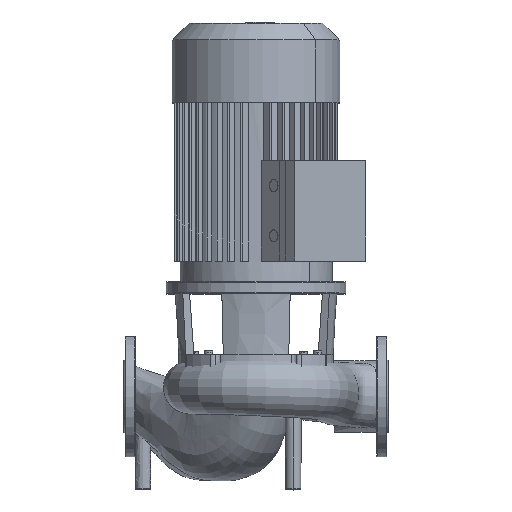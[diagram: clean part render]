
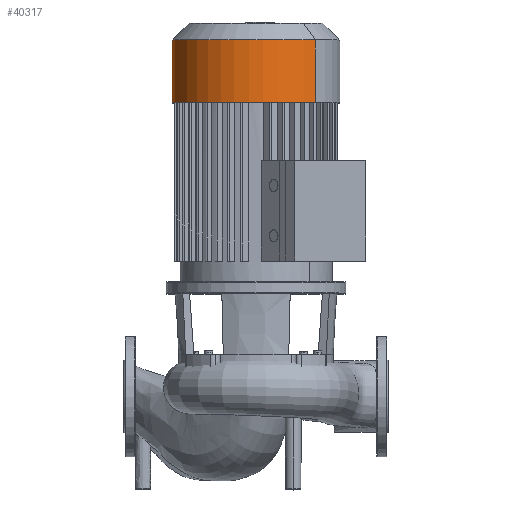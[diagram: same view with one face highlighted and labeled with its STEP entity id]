
A CAD part, top view. The second image highlights one B-rep face of the part: STEP entity #40317.
In plain terms, the highlighted cylindrical face has radius 139.5 mm (diameter 279 mm), a partial arc.
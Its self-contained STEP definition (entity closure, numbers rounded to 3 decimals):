
#34347=CARTESIAN_POINT('',(318.641,489.0,298.641));
#34348=VERTEX_POINT('',#34347);
#34349=CARTESIAN_POINT('',(318.641,593.1,298.641));
#34350=VERTEX_POINT('',#34349);
#34351=CARTESIAN_POINT('',(318.641,489.0,298.641));
#34352=DIRECTION('',(0.0,1.0,0.0));
#34353=VECTOR('',#34352,104.1);
#34354=LINE('',#34351,#34353);
#34355=EDGE_CURVE('',#34348,#34350,#34354,.T.);
#34357=CARTESIAN_POINT('',(121.359,489.0,101.359));
#34358=VERTEX_POINT('',#34357);
#34366=CARTESIAN_POINT('',(121.359,593.1,101.359));
#34367=VERTEX_POINT('',#34366);
#34368=CARTESIAN_POINT('',(121.359,489.0,101.359));
#34369=DIRECTION('',(0.0,1.0,0.0));
#34370=VECTOR('',#34369,104.1);
#34371=LINE('',#34368,#34370);
#34372=EDGE_CURVE('',#34358,#34367,#34371,.T.);
#38432=CARTESIAN_POINT('',(220.,489.0,200.0));
#38433=DIRECTION('',(0.0,1.0,0.0));
#38434=DIRECTION('',(0.707,0.0,0.707));
#38435=AXIS2_PLACEMENT_3D('',#38432,#38433,#38434);
#38436=CIRCLE('',#38435,139.5);
#38437=EDGE_CURVE('',#34358,#34348,#38436,.T.);
#40296=CARTESIAN_POINT('',(220.,593.1,200.0));
#40297=DIRECTION('',(0.0,1.0,0.0));
#40298=DIRECTION('',(0.707,0.0,0.707));
#40299=AXIS2_PLACEMENT_3D('',#40296,#40297,#40298);
#40300=CIRCLE('',#40299,139.5);
#40301=EDGE_CURVE('',#34367,#34350,#40300,.T.);
#40306=CARTESIAN_POINT('',(220.,621.0,200.0));
#40307=DIRECTION('',(0.0,-1.0,0.0));
#40308=DIRECTION('',(0.707,0.0,0.707));
#40309=AXIS2_PLACEMENT_3D('',#40306,#40307,#40308);
#40310=CYLINDRICAL_SURFACE('',#40309,139.5);
#40311=ORIENTED_EDGE('',*,*,#34355,.T.);
#40312=ORIENTED_EDGE('',*,*,#40301,.F.);
#40313=ORIENTED_EDGE('',*,*,#34372,.F.);
#40314=ORIENTED_EDGE('',*,*,#38437,.T.);
#40315=EDGE_LOOP('',(#40311,#40312,#40313,#40314));
#40316=FACE_OUTER_BOUND('',#40315,.T.);
#40317=ADVANCED_FACE('',(#40316),#40310,.T.);
